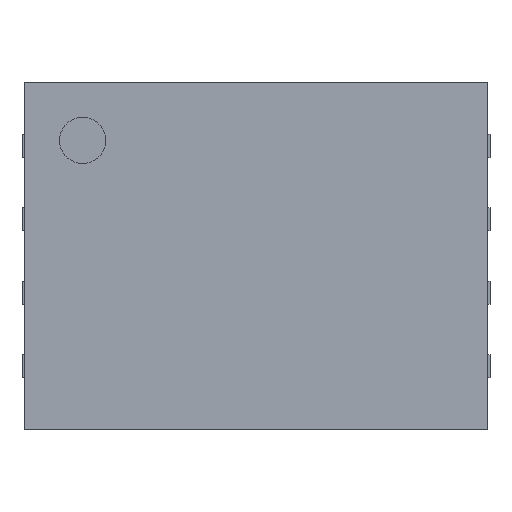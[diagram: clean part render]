
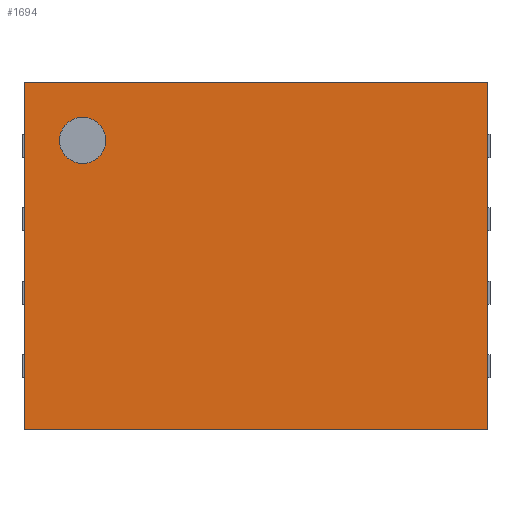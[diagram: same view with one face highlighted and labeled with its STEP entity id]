
A CAD part, top view. The second image highlights one B-rep face of the part: STEP entity #1694.
In plain terms, the highlighted planar face has unit normal (0, 0, 1).
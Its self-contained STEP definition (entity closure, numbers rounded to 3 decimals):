
#34=FACE_BOUND('',#267,.T.);
#71=PLANE('',#1836);
#164=FACE_OUTER_BOUND('',#266,.T.);
#266=EDGE_LOOP('',(#1405,#1406,#1407,#1408));
#267=EDGE_LOOP('',(#1409));
#400=LINE('',#2583,#603);
#426=LINE('',#2631,#629);
#428=LINE('',#2635,#631);
#430=LINE('',#2638,#633);
#603=VECTOR('',#2093,10.);
#629=VECTOR('',#2135,10.);
#631=VECTOR('',#2139,10.);
#633=VECTOR('',#2143,10.);
#729=CIRCLE('',#1774,0.4);
#763=VERTEX_POINT('',#2385);
#830=VERTEX_POINT('',#2580);
#831=VERTEX_POINT('',#2582);
#845=VERTEX_POINT('',#2630);
#846=VERTEX_POINT('',#2634);
#921=EDGE_CURVE('',#763,#763,#729,.T.);
#1016=EDGE_CURVE('',#831,#830,#400,.T.);
#1042=EDGE_CURVE('',#845,#831,#426,.T.);
#1044=EDGE_CURVE('',#846,#845,#428,.T.);
#1046=EDGE_CURVE('',#830,#846,#430,.T.);
#1405=ORIENTED_EDGE('',*,*,#1046,.T.);
#1406=ORIENTED_EDGE('',*,*,#1044,.T.);
#1407=ORIENTED_EDGE('',*,*,#1042,.T.);
#1408=ORIENTED_EDGE('',*,*,#1016,.T.);
#1409=ORIENTED_EDGE('',*,*,#921,.T.);
#1694=ADVANCED_FACE('',(#164,#34),#71,.T.);
#1774=AXIS2_PLACEMENT_3D('',#2386,#1912,#1913);
#1836=AXIS2_PLACEMENT_3D('',#2639,#2144,#2145);
#1912=DIRECTION('center_axis',(0.,0.,-1.));
#1913=DIRECTION('ref_axis',(-1.,0.,0.));
#2093=DIRECTION('',(0.,-1.,0.));
#2135=DIRECTION('',(-1.,0.,0.));
#2139=DIRECTION('',(0.,1.,0.));
#2143=DIRECTION('',(1.,0.,0.));
#2144=DIRECTION('center_axis',(0.,0.,1.));
#2145=DIRECTION('ref_axis',(1.,0.,0.));
#2385=CARTESIAN_POINT('',(-2.6,2.,0.75));
#2386=CARTESIAN_POINT('Origin',(-3.,2.,0.75));
#2580=CARTESIAN_POINT('',(-4.,-3.,0.75));
#2582=CARTESIAN_POINT('',(-4.,3.,0.75));
#2583=CARTESIAN_POINT('',(-4.,-3.,0.75));
#2630=CARTESIAN_POINT('',(4.,3.,0.75));
#2631=CARTESIAN_POINT('',(-4.,3.,0.75));
#2634=CARTESIAN_POINT('',(4.,-3.,0.75));
#2635=CARTESIAN_POINT('',(4.,3.,0.75));
#2638=CARTESIAN_POINT('',(4.,-3.,0.75));
#2639=CARTESIAN_POINT('Origin',(0.,0.,
0.75));
